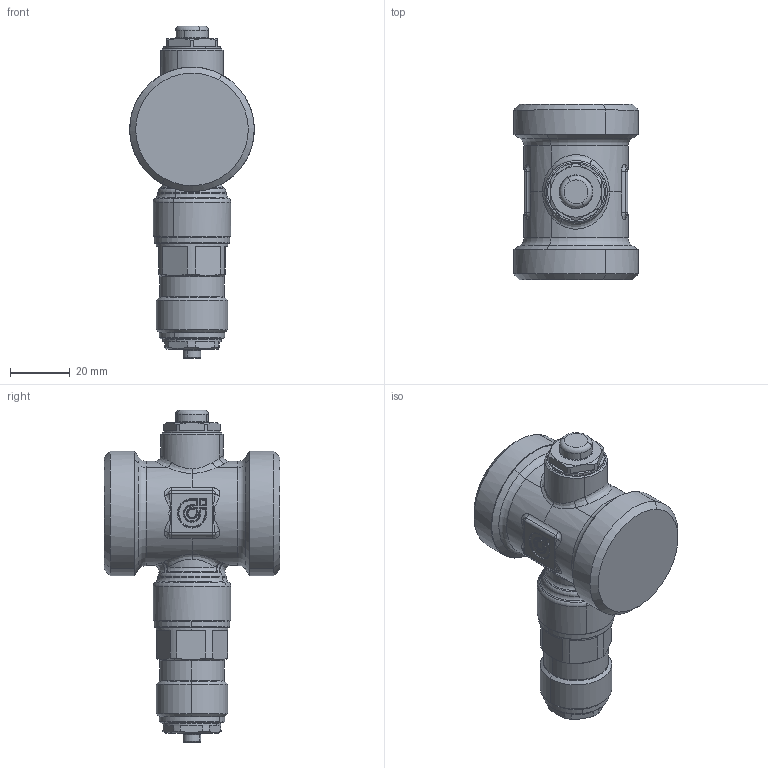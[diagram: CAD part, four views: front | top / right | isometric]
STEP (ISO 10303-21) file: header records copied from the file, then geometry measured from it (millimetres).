
FILE_DESCRIPTION(('CATIA V5 STEP Exchange','CAx-IF Rec.Pracs.--- Model Styling and Organization---1.5--- 2016-08-15','CAx-IF Rec.Pracs.---Supplemental Geometry---1.0---2011-11-01','CAx-IF Rec.Pracs.--- Composite Materials ---3.4---2017-06-13','CAx-IF Rec.Pracs.---Tessellated 3D Geometry---1.0---2015-12-17'),'2;1');
FILE_NAME('STEP_108702_-_TST.stp','2024-02-27T15:29:36+00:00',('none'),('none'),'CATIA Version 5-6 Release 2020 SP5','CATIA V5 STEP AP242 v2','none');
FILE_SCHEMA(('AP242_MANAGED_MODEL_BASED_3D_ENGINEERING_MIM_LF {1 0 10303 442 1 1 4}'));
Length unit declared in the file: millimetre
Products named in the file (1): 108702 - TST
Bounding box: 41.79 x 59 x 111.45 mm (x, y, z)
Volume: 95428.6 mm3; surface area: 15367.5 mm2
Topology: 1 solids, 2 shells, 459 faces, 1082 edges, 593 vertices
Faces by surface type: cylinder 144, bspline 90, plane 86, cone 51, sphere 46, torus 42
Entity records: 19994 total; most frequent: CARTESIAN_POINT 11204, ORIENTED_EDGE 2076, DIRECTION 1262, EDGE_CURVE 1038, AXIS2_PLACEMENT_3D 678, VERTEX_POINT 593, EDGE_LOOP 471, ADVANCED_FACE 459
